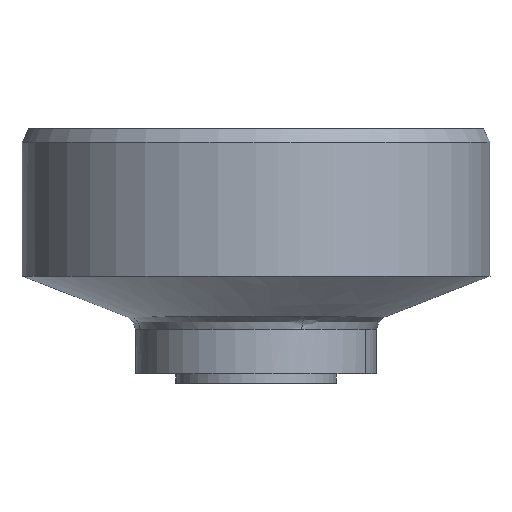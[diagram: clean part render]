
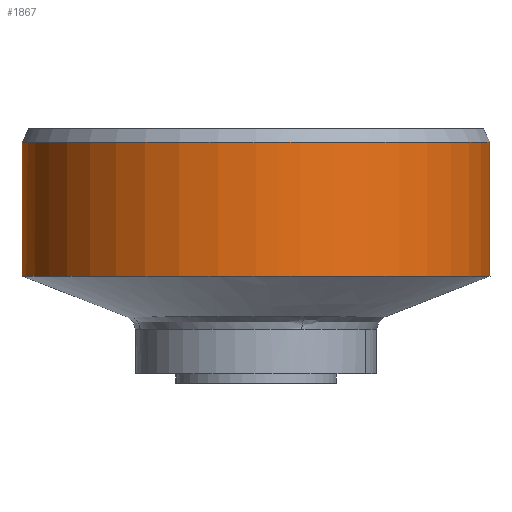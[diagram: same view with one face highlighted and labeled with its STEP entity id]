
A CAD part, left-side view. The second image highlights one B-rep face of the part: STEP entity #1867.
In plain terms, the highlighted free-form (B-spline) face has degree [2, 1] with [7, 2] control points.
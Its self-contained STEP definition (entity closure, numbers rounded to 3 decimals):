
#1615=CARTESIAN_POINT('',(1.068,-17.467,8.0));
#1616=VERTEX_POINT('',#1615);
#1630=CARTESIAN_POINT('',(-17.5,0.0,8.0));
#1631=VERTEX_POINT('',#1630);
#1632=CARTESIAN_POINT('',(1.068,-17.467,8.0));
#1633=CARTESIAN_POINT('',(0.535,-17.5,8.0));
#1634=CARTESIAN_POINT('',(0.0,-17.5,8.0));
#1635=CARTESIAN_POINT('',(-17.5,-17.5,8.0));
#1636=CARTESIAN_POINT('',(-17.5,0.0,8.0));
#1644=(BOUNDED_CURVE()B_SPLINE_CURVE(2,(#1632,#1633,#1634,#1635,#1636),.UNSPECIFIED.,.F.,.U.)B_SPLINE_CURVE_WITH_KNOTS((3,2,3),(0.739,0.75,1.0),.UNSPECIFIED.)CURVE()GEOMETRIC_REPRESENTATION_ITEM()RATIONAL_B_SPLINE_CURVE((0.976,0.988,1.0,0.707,1.0))REPRESENTATION_ITEM(''));
#1645=EDGE_CURVE('',#1616,#1631,#1644,.T.);
#1647=CARTESIAN_POINT('',(16.383,6.153,8.0));
#1648=VERTEX_POINT('',#1647);
#1649=CARTESIAN_POINT('',(-17.5,0.0,8.0));
#1650=CARTESIAN_POINT('',(-17.5,17.5,8.0));
#1651=CARTESIAN_POINT('',(0.0,17.5,8.0));
#1652=CARTESIAN_POINT('',(12.121,17.5,8.0));
#1653=CARTESIAN_POINT('',(16.383,6.153,8.0));
#1661=(BOUNDED_CURVE()B_SPLINE_CURVE(2,(#1649,#1650,#1651,#1652,#1653),.UNSPECIFIED.,.F.,.U.)B_SPLINE_CURVE_WITH_KNOTS((3,2,3),(0.0,0.25,0.44),.UNSPECIFIED.)CURVE()GEOMETRIC_REPRESENTATION_ITEM()RATIONAL_B_SPLINE_CURVE((1.0,0.707,1.0,0.777,0.893))REPRESENTATION_ITEM(''));
#1662=EDGE_CURVE('',#1631,#1648,#1661,.T.);
#1743=CARTESIAN_POINT('',(16.383,6.153,18.));
#1744=VERTEX_POINT('',#1743);
#1760=CARTESIAN_POINT('',(1.068,-17.467,18.));
#1761=VERTEX_POINT('',#1760);
#1775=CARTESIAN_POINT('',(1.068,-17.467,18.));
#1776=CARTESIAN_POINT('',(1.068,-17.467,8.0));
#1777=QUASI_UNIFORM_CURVE('',1,(#1775,#1776),.UNSPECIFIED.,.F.,.U.);
#1778=EDGE_CURVE('',#1761,#1616,#1777,.T.);
#1784=CARTESIAN_POINT('',(16.383,6.153,18.));
#1785=CARTESIAN_POINT('',(16.383,6.153,8.0));
#1786=QUASI_UNIFORM_CURVE('',1,(#1784,#1785),.UNSPECIFIED.,.F.,.U.);
#1787=EDGE_CURVE('',#1744,#1648,#1786,.T.);
#1792=CARTESIAN_POINT('',(1.068,-17.467,18.25));
#1793=CARTESIAN_POINT('',(-16.399,-18.536,18.25));
#1794=CARTESIAN_POINT('',(-17.467,-1.068,18.25));
#1795=CARTESIAN_POINT('',(-18.536,16.399,18.25));
#1796=CARTESIAN_POINT('',(-1.068,17.467,18.25));
#1797=CARTESIAN_POINT('',(11.836,18.257,18.25));
#1798=CARTESIAN_POINT('',(16.383,6.153,18.25));
#1799=CARTESIAN_POINT('',(1.068,-17.467,7.744));
#1800=CARTESIAN_POINT('',(-16.399,-18.536,7.744));
#1801=CARTESIAN_POINT('',(-17.467,-1.068,7.744));
#1802=CARTESIAN_POINT('',(-18.536,16.399,7.744));
#1803=CARTESIAN_POINT('',(-1.068,17.467,7.744));
#1804=CARTESIAN_POINT('',(11.836,18.257,7.744));
#1805=CARTESIAN_POINT('',(16.383,6.153,7.744));
#1813=(BOUNDED_SURFACE()B_SPLINE_SURFACE(2,1,((#1792,#1799),(#1793,#1800),(#1794,#1801),(#1795,#1802),(#1796,#1803),(#1797,#1804),(#1798,#1805)),.UNSPECIFIED.,.F.,.F.,.U.)B_SPLINE_SURFACE_WITH_KNOTS((3,2,2,3),(2,2),(0.0,28.995,57.99,81.186),(0.0,10.506),.UNSPECIFIED.)GEOMETRIC_REPRESENTATION_ITEM()RATIONAL_B_SPLINE_SURFACE(((1.0,1.0),(0.707,0.707),(1.0,1.0),(0.707,0.707),(1.0,1.0),(0.766,0.766),(0.906,0.906)))REPRESENTATION_ITEM('')SURFACE());
#1814=CARTESIAN_POINT('',(-2.066,17.378,18.));
#1815=VERTEX_POINT('',#1814);
#1816=CARTESIAN_POINT('',(-2.066,17.378,18.));
#1817=CARTESIAN_POINT('',(-1.036,17.5,18.));
#1818=CARTESIAN_POINT('',(0.0,17.5,18.0));
#1819=CARTESIAN_POINT('',(12.121,17.5,18.));
#1820=CARTESIAN_POINT('',(16.383,6.153,18.));
#1828=(BOUNDED_CURVE()B_SPLINE_CURVE(2,(#1816,#1817,#1818,#1819,#1820),.UNSPECIFIED.,.F.,.U.)B_SPLINE_CURVE_WITH_KNOTS((3,2,3),(0.23,0.25,0.44),.UNSPECIFIED.)CURVE()GEOMETRIC_REPRESENTATION_ITEM()RATIONAL_B_SPLINE_CURVE((0.956,0.976,1.0,0.777,0.893))REPRESENTATION_ITEM(''));
#1829=EDGE_CURVE('',#1815,#1744,#1828,.T.);
#1830=ORIENTED_EDGE('',*,*,#1829,.T.);
#1831=ORIENTED_EDGE('',*,*,#1787,.T.);
#1832=ORIENTED_EDGE('',*,*,#1662,.F.);
#1833=ORIENTED_EDGE('',*,*,#1645,.F.);
#1834=ORIENTED_EDGE('',*,*,#1778,.F.);
#1835=CARTESIAN_POINT('',(-17.5,0.0,18.0));
#1836=VERTEX_POINT('',#1835);
#1837=CARTESIAN_POINT('',(1.068,-17.467,18.));
#1838=CARTESIAN_POINT('',(0.535,-17.5,18.0));
#1839=CARTESIAN_POINT('',(0.0,-17.5,18.0));
#1840=CARTESIAN_POINT('',(-17.5,-17.5,18.));
#1841=CARTESIAN_POINT('',(-17.5,0.0,18.0));
#1849=(BOUNDED_CURVE()B_SPLINE_CURVE(2,(#1837,#1838,#1839,#1840,#1841),.UNSPECIFIED.,.F.,.U.)B_SPLINE_CURVE_WITH_KNOTS((3,2,3),(0.739,0.75,1.0),.UNSPECIFIED.)CURVE()GEOMETRIC_REPRESENTATION_ITEM()RATIONAL_B_SPLINE_CURVE((0.976,0.988,1.0,0.707,1.0))REPRESENTATION_ITEM(''));
#1850=EDGE_CURVE('',#1761,#1836,#1849,.T.);
#1851=ORIENTED_EDGE('',*,*,#1850,.T.);
#1852=CARTESIAN_POINT('',(-17.5,0.0,18.0));
#1853=CARTESIAN_POINT('',(-17.5,15.543,18.));
#1854=CARTESIAN_POINT('',(-2.066,17.378,18.));
#1862=(BOUNDED_CURVE()B_SPLINE_CURVE(2,(#1852,#1853,#1854),.UNSPECIFIED.,.F.,.U.)B_SPLINE_CURVE_WITH_KNOTS((3,3),(0.0,0.23),.UNSPECIFIED.)CURVE()GEOMETRIC_REPRESENTATION_ITEM()RATIONAL_B_SPLINE_CURVE((1.0,0.731,0.956))REPRESENTATION_ITEM(''));
#1863=EDGE_CURVE('',#1836,#1815,#1862,.T.);
#1864=ORIENTED_EDGE('',*,*,#1863,.T.);
#1865=EDGE_LOOP('',(#1830,#1831,#1832,#1833,#1834,#1851,#1864));
#1866=FACE_OUTER_BOUND('',#1865,.T.);
#1867=ADVANCED_FACE('',(#1866),#1813,.T.);
